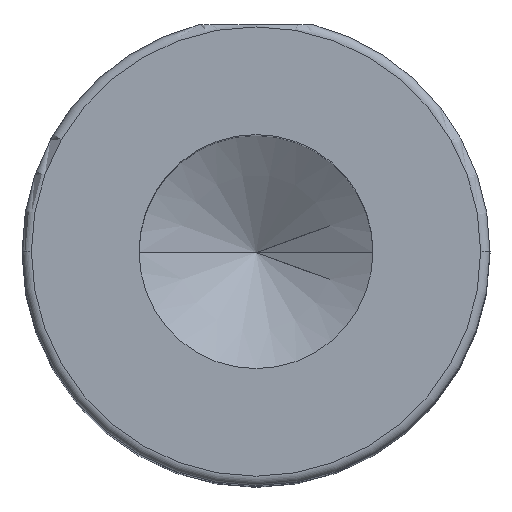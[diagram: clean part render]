
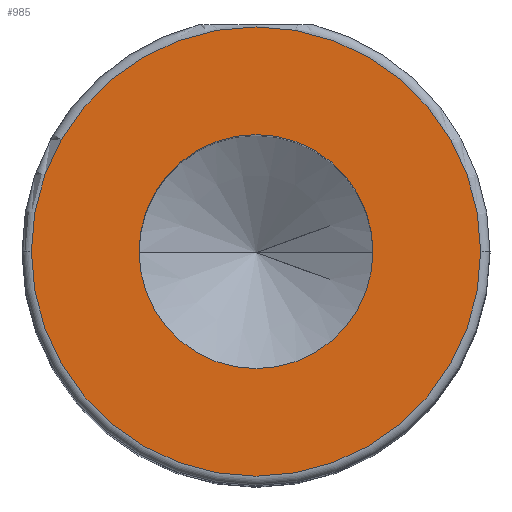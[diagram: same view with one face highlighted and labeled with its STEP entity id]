
A CAD part, top view. The second image highlights one B-rep face of the part: STEP entity #985.
In plain terms, the highlighted planar face has unit normal (0, 0, 1).
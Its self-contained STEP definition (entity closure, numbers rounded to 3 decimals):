
#51 = DIRECTION ( 'NONE',  ( 0., 0., 1. ) ) ;
#57 = CIRCLE ( 'NONE', #614, 2.5 ) ;
#68 = EDGE_LOOP ( 'NONE', ( #192, #873 ) ) ;
#71 = DIRECTION ( 'NONE',  ( 0., 0., 1. ) ) ;
#145 = DIRECTION ( 'NONE',  ( 0., 0., 1. ) ) ;
#156 = VERTEX_POINT ( 'NONE', #170 ) ;
#170 = CARTESIAN_POINT ( 'NONE',  ( -2.5, 0., 12.5 ) ) ;
#182 = VERTEX_POINT ( 'NONE', #1030 ) ;
#192 = ORIENTED_EDGE ( 'NONE', *, *, #742, .F. ) ;
#194 = EDGE_CURVE ( 'NONE', #156, #182, #57, .T. ) ;
#230 = CARTESIAN_POINT ( 'NONE',  ( -4.8, 0., 12.5 ) ) ;
#288 = AXIS2_PLACEMENT_3D ( 'NONE', #721, #145, #821 ) ;
#337 = PLANE ( 'NONE',  #359 ) ;
#356 = DIRECTION ( 'NONE',  ( 0., 0., 1. ) ) ;
#359 = AXIS2_PLACEMENT_3D ( 'NONE', #1194, #1005, #430 ) ;
#381 = ORIENTED_EDGE ( 'NONE', *, *, #756, .T. ) ;
#430 = DIRECTION ( 'NONE',  ( 1., 0., 0. ) ) ;
#443 = AXIS2_PLACEMENT_3D ( 'NONE', #638, #51, #737 ) ;
#456 = CIRCLE ( 'NONE', #288, 4.8 ) ;
#565 = AXIS2_PLACEMENT_3D ( 'NONE', #935, #356, #1027 ) ;
#614 = AXIS2_PLACEMENT_3D ( 'NONE', #661, #71, #754 ) ;
#638 = CARTESIAN_POINT ( 'NONE',  ( 0., 0., 12.5 ) ) ;
#661 = CARTESIAN_POINT ( 'NONE',  ( 0., 0., 12.5 ) ) ;
#721 = CARTESIAN_POINT ( 'NONE',  ( 0., 0., 12.5 ) ) ;
#737 = DIRECTION ( 'NONE',  ( 1., 0., 0. ) ) ;
#742 = EDGE_CURVE ( 'NONE', #182, #156, #763, .T. ) ;
#754 = DIRECTION ( 'NONE',  ( 1., 0., 0. ) ) ;
#756 = EDGE_CURVE ( 'NONE', #910, #904, #980, .T. ) ;
#763 = CIRCLE ( 'NONE', #443, 2.5 ) ;
#772 = EDGE_LOOP ( 'NONE', ( #381, #818 ) ) ;
#818 = ORIENTED_EDGE ( 'NONE', *, *, #989, .T. ) ;
#821 = DIRECTION ( 'NONE',  ( 1., 0., 0. ) ) ;
#873 = ORIENTED_EDGE ( 'NONE', *, *, #194, .F. ) ;
#904 = VERTEX_POINT ( 'NONE', #230 ) ;
#910 = VERTEX_POINT ( 'NONE', #1198 ) ;
#916 = FACE_OUTER_BOUND ( 'NONE', #772, .T. ) ;
#935 = CARTESIAN_POINT ( 'NONE',  ( 0., 0., 12.5 ) ) ;
#980 = CIRCLE ( 'NONE', #565, 4.8 ) ;
#985 = ADVANCED_FACE ( 'NONE', ( #1162, #916 ), #337, .T. ) ;
#989 = EDGE_CURVE ( 'NONE', #904, #910, #456, .T. ) ;
#1005 = DIRECTION ( 'NONE',  ( 0., 0., 1. ) ) ;
#1027 = DIRECTION ( 'NONE',  ( 1., 0., 0. ) ) ;
#1030 = CARTESIAN_POINT ( 'NONE',  ( 2.5, 0., 12.5 ) ) ;
#1162 = FACE_BOUND ( 'NONE', #68, .T. ) ;
#1194 = CARTESIAN_POINT ( 'NONE',  ( 0., 0., 12.5 ) ) ;
#1198 = CARTESIAN_POINT ( 'NONE',  ( 4.8, 0., 12.5 ) ) ;
